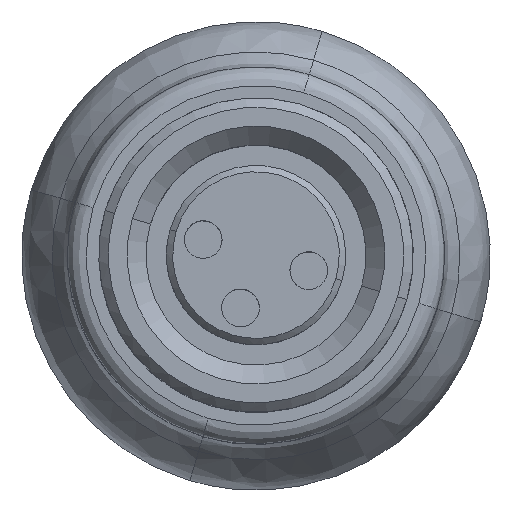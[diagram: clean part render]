
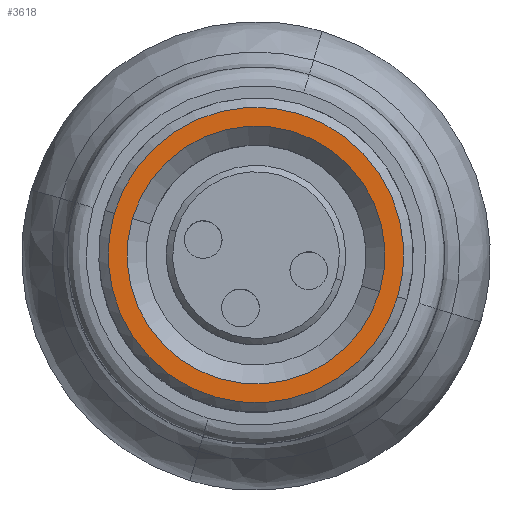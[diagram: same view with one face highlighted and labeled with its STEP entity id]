
A CAD part, top view. The second image highlights one B-rep face of the part: STEP entity #3618.
In plain terms, the highlighted planar face has unit normal (0, 0, 1).
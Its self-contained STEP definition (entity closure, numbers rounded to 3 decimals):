
#3564=AXIS2_PLACEMENT_3D('Circle Axis2P3D',#3562,#3563,$) ;
#3581=AXIS2_PLACEMENT_3D('Circle Axis2P3D',#3579,#3580,$) ;
#3594=AXIS2_PLACEMENT_3D('Plane Axis2P3D',#3591,#3592,#3593) ;
#3602=AXIS2_PLACEMENT_3D('Circle Axis2P3D',#3600,#3601,$) ;
#3611=AXIS2_PLACEMENT_3D('Circle Axis2P3D',#3609,#3610,$) ;
#3552=CARTESIAN_POINT('Vertex',(11.959,6.124,41.7)) ;
#3559=CARTESIAN_POINT('Vertex',(2.941,8.776,41.7)) ;
#3562=CARTESIAN_POINT('Axis2P3D Location',(7.45,7.45,41.7)) ;
#3579=CARTESIAN_POINT('Axis2P3D Location',(7.45,7.45,41.7)) ;
#3591=CARTESIAN_POINT('Axis2P3D Location',(11.671,6.208,41.7)) ;
#3600=CARTESIAN_POINT('Axis2P3D Location',(7.45,7.45,41.7)) ;
#3604=CARTESIAN_POINT('Vertex',(3.517,8.607,41.7)) ;
#3606=CARTESIAN_POINT('Vertex',(11.383,6.293,41.7)) ;
#3609=CARTESIAN_POINT('Axis2P3D Location',(7.45,7.45,41.7)) ;
#3563=DIRECTION('Axis2P3D Direction',(0.,0.,-1.)) ;
#3580=DIRECTION('Axis2P3D Direction',(0.,0.,-1.)) ;
#3592=DIRECTION('Axis2P3D Direction',(0.,0.,1.)) ;
#3593=DIRECTION('Axis2P3D XDirection',(0.282,0.959,0.)) ;
#3601=DIRECTION('Axis2P3D Direction',(0.,0.,1.)) ;
#3610=DIRECTION('Axis2P3D Direction',(0.,0.,1.)) ;
#3597=ORIENTED_EDGE('',*,*,#3566,.T.) ;
#3598=ORIENTED_EDGE('',*,*,#3583,.T.) ;
#3615=ORIENTED_EDGE('',*,*,#3608,.F.) ;
#3616=ORIENTED_EDGE('',*,*,#3613,.F.) ;
#3617=FACE_BOUND('',#3614,.T.) ;
#3618=ADVANCED_FACE('Hauptkoerper',(#3599,#3617),#3595,.T.) ;
#3565=CIRCLE('generated circle',#3564,4.7) ;
#3582=CIRCLE('generated circle',#3581,4.7) ;
#3603=CIRCLE('generated circle',#3602,4.1) ;
#3612=CIRCLE('generated circle',#3611,4.1) ;
#3566=EDGE_CURVE('',#3553,#3560,#3565,.F.) ;
#3583=EDGE_CURVE('',#3560,#3553,#3582,.F.) ;
#3608=EDGE_CURVE('',#3605,#3607,#3603,.T.) ;
#3613=EDGE_CURVE('',#3607,#3605,#3612,.T.) ;
#3596=EDGE_LOOP('',(#3597,#3598)) ;
#3614=EDGE_LOOP('',(#3615,#3616)) ;
#3599=FACE_OUTER_BOUND('',#3596,.T.) ;
#3595=PLANE('',#3594) ;
#3553=VERTEX_POINT('',#3552) ;
#3560=VERTEX_POINT('',#3559) ;
#3605=VERTEX_POINT('',#3604) ;
#3607=VERTEX_POINT('',#3606) ;
